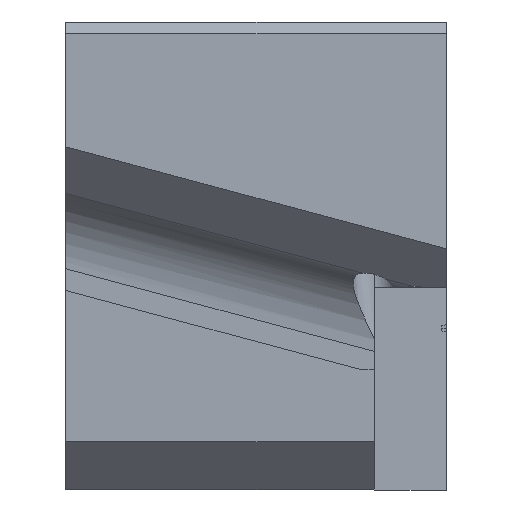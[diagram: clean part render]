
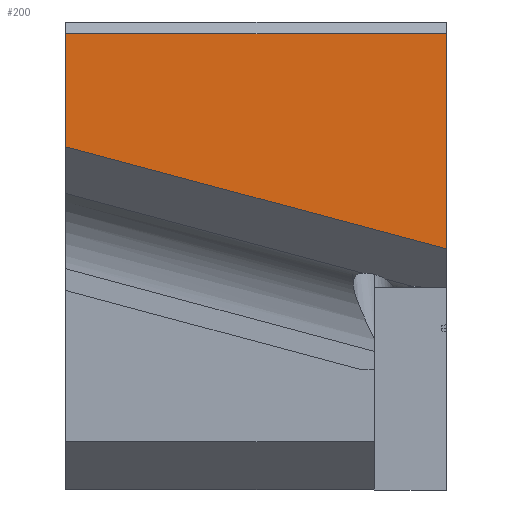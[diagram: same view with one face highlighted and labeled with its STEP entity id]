
A CAD part, left-side view. The second image highlights one B-rep face of the part: STEP entity #200.
In plain terms, the highlighted planar face has unit normal (-1, 0, 0).
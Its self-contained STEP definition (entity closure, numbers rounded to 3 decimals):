
#200 = ADVANCED_FACE ( 'NONE', ( #576 ), #2072, .F. ) ;
#327 = CARTESIAN_POINT ( 'NONE',  ( -130., 0., -9.451 ) ) ;
#576 = FACE_OUTER_BOUND ( 'NONE', #2118, .T. ) ;
#624 = LINE ( 'NONE', #626, #1922 ) ;
#626 = CARTESIAN_POINT ( 'NONE',  ( -130., 0., 0. ) ) ;
#631 = DIRECTION ( 'NONE',  ( 0., 0., 1. ) ) ;
#722 = VECTOR ( 'NONE', #1237, 1000. ) ;
#1026 = EDGE_CURVE ( 'NONE', #1601, #2302, #2522, .T. ) ;
#1099 = AXIS2_PLACEMENT_3D ( 'NONE', #2150, #2049, #2040 ) ;
#1136 = CARTESIAN_POINT ( 'NONE',  ( -130., 15.875, -5.198 ) ) ;
#1162 = DIRECTION ( 'NONE',  ( 0., 0., -1. ) ) ;
#1202 = CARTESIAN_POINT ( 'NONE',  ( -130., 15.875, 0. ) ) ;
#1208 = CARTESIAN_POINT ( 'NONE',  ( -130., 15.875, -0.5 ) ) ;
#1237 = DIRECTION ( 'NONE',  ( 0., 1., 0. ) ) ;
#1242 = CARTESIAN_POINT ( 'NONE',  ( -130., 0., -0.5 ) ) ;
#1291 = CARTESIAN_POINT ( 'NONE',  ( -130., 0., -0.5 ) ) ;
#1365 = LINE ( 'NONE', #1242, #722 ) ;
#1601 = VERTEX_POINT ( 'NONE', #1136 ) ;
#1651 = LINE ( 'NONE', #1202, #2543 ) ;
#1922 = VECTOR ( 'NONE', #631, 1000. ) ;
#1961 = DIRECTION ( 'NONE',  ( 0., -0.966, -0.259 ) ) ;
#1989 = ORIENTED_EDGE ( 'NONE', *, *, #2093, .T. ) ;
#1990 = VECTOR ( 'NONE', #1961, 1000. ) ;
#2013 = CARTESIAN_POINT ( 'NONE',  ( -130., 2.363, -8.818 ) ) ;
#2040 = DIRECTION ( 'NONE',  ( 0., 0., -1. ) ) ;
#2049 = DIRECTION ( 'NONE',  ( 1., 0., 0. ) ) ;
#2056 = ORIENTED_EDGE ( 'NONE', *, *, #1026, .T. ) ;
#2057 = VERTEX_POINT ( 'NONE', #1291 ) ;
#2070 = EDGE_CURVE ( 'NONE', #2057, #2087, #1365, .T. ) ;
#2072 = PLANE ( 'NONE',  #1099 ) ;
#2087 = VERTEX_POINT ( 'NONE', #1208 ) ;
#2091 = ORIENTED_EDGE ( 'NONE', *, *, #2206, .T. ) ;
#2093 = EDGE_CURVE ( 'NONE', #2087, #1601, #1651, .T. ) ;
#2118 = EDGE_LOOP ( 'NONE', ( #2091, #2500, #1989, #2056 ) ) ;
#2150 = CARTESIAN_POINT ( 'NONE',  ( -130., 0., 0. ) ) ;
#2206 = EDGE_CURVE ( 'NONE', #2302, #2057, #624, .T. ) ;
#2302 = VERTEX_POINT ( 'NONE', #327 ) ;
#2500 = ORIENTED_EDGE ( 'NONE', *, *, #2070, .T. ) ;
#2522 = LINE ( 'NONE', #2013, #1990 ) ;
#2543 = VECTOR ( 'NONE', #1162, 1000. ) ;
